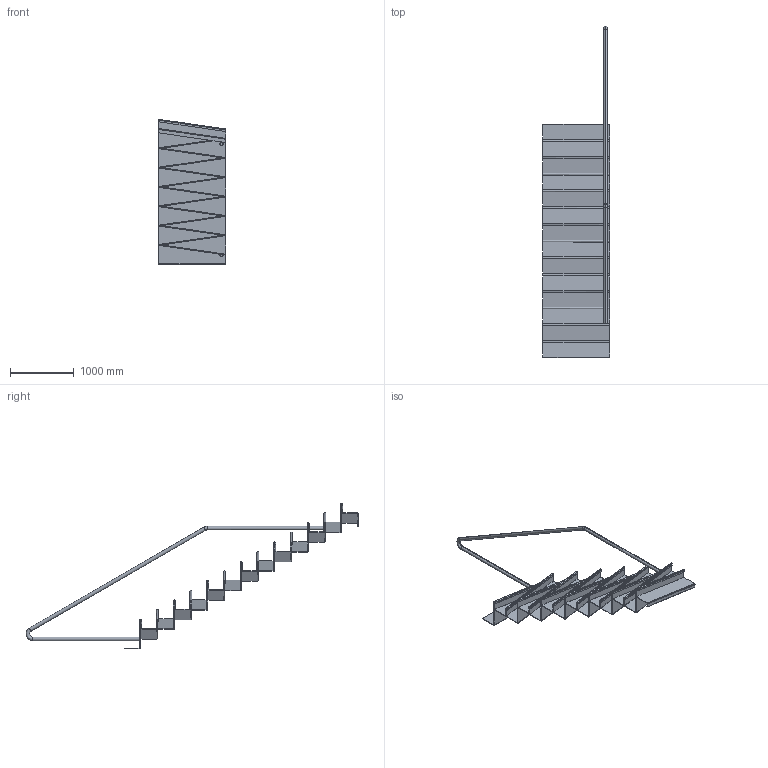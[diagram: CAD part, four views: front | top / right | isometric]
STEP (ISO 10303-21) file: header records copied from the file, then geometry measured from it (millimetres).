
FILE_DESCRIPTION(('FreeCAD Model'),'2;1');
FILE_NAME('Open CASCADE Shape Model','2025-05-01T21:00:45',('FreeCAD'),( 'FreeCAD'),'Open CASCADE STEP processor 7.6','FreeCAD','Unknown');
FILE_SCHEMA(('AUTOMOTIVE_DESIGN { 1 0 10303 214 1 1 1 1 }'));
Length unit declared in the file: millimetre
Products named in the file (1): Open CASCADE STEP translator 7.6 1
Bounding box: 1056.86 x 5188.34 x 2272.46 mm (x, y, z)
Volume: 127203707.4 mm3; surface area: 28013279 mm2
Topology: 28 solids, 28 shells, 712 faces, 1736 edges, 1080 vertices
Faces by surface type: bspline 712
Entity records: 20674 total; most frequent: CARTESIAN_POINT 9737, ORIENTED_EDGE 3472, EDGE_CURVE 1736, B_SPLINE_CURVE_WITH_KNOTS 1644, VERTEX_POINT 1080, FACE_BOUND 792, EDGE_LOOP 792, ADVANCED_FACE 712
